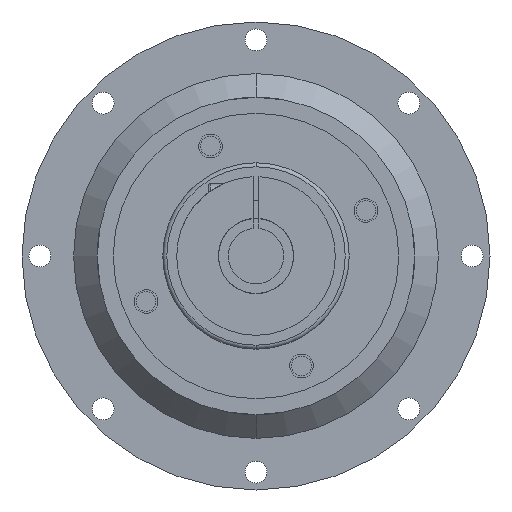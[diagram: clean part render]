
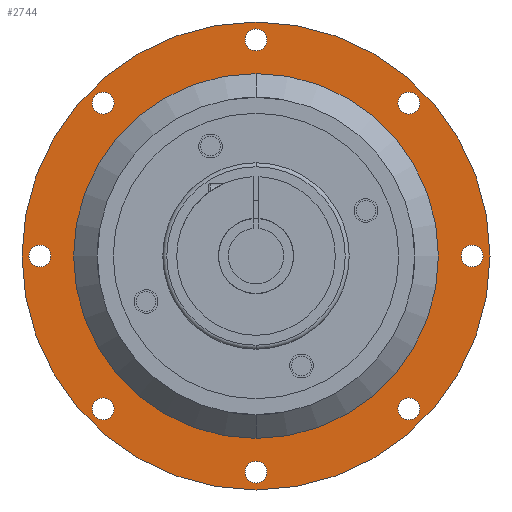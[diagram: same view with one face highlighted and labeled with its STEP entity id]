
A CAD part, left-side view. The second image highlights one B-rep face of the part: STEP entity #2744.
In plain terms, the highlighted planar face has unit normal (-1, 0, 0).
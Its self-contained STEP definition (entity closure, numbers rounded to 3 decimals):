
#314=CARTESIAN_POINT('',(-31.,0.,0.));
#315=DIRECTION('',(-1.,0.,0.));
#316=DIRECTION('',(0.,0.,-1.));
#317=AXIS2_PLACEMENT_3D('',#314,#315,#316);
#319=CARTESIAN_POINT('',(-31.,0.,0.));
#320=DIRECTION('',(-1.,0.,0.));
#321=DIRECTION('',(0.,0.,1.));
#322=AXIS2_PLACEMENT_3D('',#319,#320,#321);
#324=CARTESIAN_POINT('',(-31.,0.,0.));
#325=DIRECTION('',(1.,0.,0.));
#326=DIRECTION('',(0.,0.,-1.));
#327=AXIS2_PLACEMENT_3D('',#324,#325,#326);
#329=CARTESIAN_POINT('',(-31.,0.,0.));
#330=DIRECTION('',(1.,0.,0.));
#331=DIRECTION('',(0.,0.,1.));
#332=AXIS2_PLACEMENT_3D('',#329,#330,#331);
#334=CARTESIAN_POINT('',(-31.,0.,-54.5));
#335=DIRECTION('',(1.,0.,0.));
#336=DIRECTION('',(0.,-1.,0.));
#337=AXIS2_PLACEMENT_3D('',#334,#335,#336);
#339=CARTESIAN_POINT('',(-31.,0.,-54.5));
#340=DIRECTION('',(1.,0.,0.));
#341=DIRECTION('',(0.,1.,0.));
#342=AXIS2_PLACEMENT_3D('',#339,#340,#341);
#344=CARTESIAN_POINT('',(-31.,54.5,0.));
#345=DIRECTION('',(1.,0.,0.));
#346=DIRECTION('',(0.,-1.,0.));
#347=AXIS2_PLACEMENT_3D('',#344,#345,#346);
#349=CARTESIAN_POINT('',(-31.,54.5,0.));
#350=DIRECTION('',(1.,0.,0.));
#351=DIRECTION('',(0.,1.,0.));
#352=AXIS2_PLACEMENT_3D('',#349,#350,#351);
#354=CARTESIAN_POINT('',(-31.,0.,54.5));
#355=DIRECTION('',(1.,0.,0.));
#356=DIRECTION('',(0.,-1.,0.));
#357=AXIS2_PLACEMENT_3D('',#354,#355,#356);
#359=CARTESIAN_POINT('',(-31.,0.,54.5));
#360=DIRECTION('',(1.,0.,0.));
#361=DIRECTION('',(0.,1.,0.));
#362=AXIS2_PLACEMENT_3D('',#359,#360,#361);
#364=CARTESIAN_POINT('',(-31.,-54.5,0.));
#365=DIRECTION('',(1.,0.,0.));
#366=DIRECTION('',(0.,-1.,0.));
#367=AXIS2_PLACEMENT_3D('',#364,#365,#366);
#369=CARTESIAN_POINT('',(-31.,-54.5,0.));
#370=DIRECTION('',(1.,0.,0.));
#371=DIRECTION('',(0.,1.,0.));
#372=AXIS2_PLACEMENT_3D('',#369,#370,#371);
#374=CARTESIAN_POINT('',(-31.,38.537,-38.537));
#375=DIRECTION('',(1.,0.,0.));
#376=DIRECTION('',(0.,-1.,0.));
#377=AXIS2_PLACEMENT_3D('',#374,#375,#376);
#379=CARTESIAN_POINT('',(-31.,38.537,-38.537));
#380=DIRECTION('',(1.,0.,0.));
#381=DIRECTION('',(0.,1.,0.));
#382=AXIS2_PLACEMENT_3D('',#379,#380,#381);
#384=CARTESIAN_POINT('',(-31.,-38.537,-38.537));
#385=DIRECTION('',(1.,0.,0.));
#386=DIRECTION('',(0.,-1.,0.));
#387=AXIS2_PLACEMENT_3D('',#384,#385,#386);
#389=CARTESIAN_POINT('',(-31.,-38.537,-38.537));
#390=DIRECTION('',(1.,0.,0.));
#391=DIRECTION('',(0.,1.,0.));
#392=AXIS2_PLACEMENT_3D('',#389,#390,#391);
#394=CARTESIAN_POINT('',(-31.,-38.537,38.537));
#395=DIRECTION('',(1.,0.,0.));
#396=DIRECTION('',(0.,-1.,0.));
#397=AXIS2_PLACEMENT_3D('',#394,#395,#396);
#399=CARTESIAN_POINT('',(-31.,-38.537,38.537));
#400=DIRECTION('',(1.,0.,0.));
#401=DIRECTION('',(0.,1.,0.));
#402=AXIS2_PLACEMENT_3D('',#399,#400,#401);
#404=CARTESIAN_POINT('',(-31.,38.537,38.537));
#405=DIRECTION('',(1.,0.,0.));
#406=DIRECTION('',(0.,-1.,0.));
#407=AXIS2_PLACEMENT_3D('',#404,#405,#406);
#409=CARTESIAN_POINT('',(-31.,38.537,38.537));
#410=DIRECTION('',(1.,0.,0.));
#411=DIRECTION('',(0.,1.,0.));
#412=AXIS2_PLACEMENT_3D('',#409,#410,#411);
#2120=CARTESIAN_POINT('',(-31.,0.,-59.));
#2121=CARTESIAN_POINT('',(-31.,0.,59.));
#2122=VERTEX_POINT('',#2120);
#2123=VERTEX_POINT('',#2121);
#2124=CARTESIAN_POINT('',(-31.,0.,-46.));
#2125=CARTESIAN_POINT('',(-31.,0.,46.));
#2126=VERTEX_POINT('',#2124);
#2127=VERTEX_POINT('',#2125);
#2160=CARTESIAN_POINT('',(-31.,-2.75,-54.5));
#2161=CARTESIAN_POINT('',(-31.,2.75,-54.5));
#2162=VERTEX_POINT('',#2160);
#2163=VERTEX_POINT('',#2161);
#2164=CARTESIAN_POINT('',(-31.,51.75,0.));
#2165=CARTESIAN_POINT('',(-31.,57.25,0.));
#2166=VERTEX_POINT('',#2164);
#2167=VERTEX_POINT('',#2165);
#2168=CARTESIAN_POINT('',(-31.,-2.75,54.5));
#2169=CARTESIAN_POINT('',(-31.,2.75,54.5));
#2170=VERTEX_POINT('',#2168);
#2171=VERTEX_POINT('',#2169);
#2172=CARTESIAN_POINT('',(-31.,-57.25,0.));
#2173=CARTESIAN_POINT('',(-31.,-51.75,0.));
#2174=VERTEX_POINT('',#2172);
#2175=VERTEX_POINT('',#2173);
#2176=CARTESIAN_POINT('',(-31.,35.787,-38.537));
#2177=CARTESIAN_POINT('',(-31.,41.287,-38.537));
#2178=VERTEX_POINT('',#2176);
#2179=VERTEX_POINT('',#2177);
#2180=CARTESIAN_POINT('',(-31.,-41.287,-38.537));
#2181=CARTESIAN_POINT('',(-31.,-35.787,-38.537));
#2182=VERTEX_POINT('',#2180);
#2183=VERTEX_POINT('',#2181);
#2184=CARTESIAN_POINT('',(-31.,-41.287,38.537));
#2185=CARTESIAN_POINT('',(-31.,-35.787,38.537));
#2186=VERTEX_POINT('',#2184);
#2187=VERTEX_POINT('',#2185);
#2188=CARTESIAN_POINT('',(-31.,35.787,38.537));
#2189=CARTESIAN_POINT('',(-31.,41.287,38.537));
#2190=VERTEX_POINT('',#2188);
#2191=VERTEX_POINT('',#2189);
#2681=CARTESIAN_POINT('',(-31.,0.,0.));
#2682=DIRECTION('',(-1.,0.,0.));
#2683=DIRECTION('',(0.,0.,-1.));
#2684=AXIS2_PLACEMENT_3D('',#2681,#2682,#2683);
#2685=PLANE('',#2684);
#2686=ORIENTED_EDGE('',*,*,#2647,.F.);
#2687=ORIENTED_EDGE('',*,*,#2668,.F.);
#2688=EDGE_LOOP('',(#2686,#2687));
#2689=FACE_OUTER_BOUND('',#2688,.F.);
#2691=ORIENTED_EDGE('',*,*,#2690,.F.);
#2693=ORIENTED_EDGE('',*,*,#2692,.F.);
#2694=EDGE_LOOP('',(#2691,#2693));
#2695=FACE_BOUND('',#2694,.F.);
#2697=ORIENTED_EDGE('',*,*,#2696,.F.);
#2699=ORIENTED_EDGE('',*,*,#2698,.F.);
#2700=EDGE_LOOP('',(#2697,#2699));
#2701=FACE_BOUND('',#2700,.F.);
#2703=ORIENTED_EDGE('',*,*,#2702,.F.);
#2705=ORIENTED_EDGE('',*,*,#2704,.F.);
#2706=EDGE_LOOP('',(#2703,#2705));
#2707=FACE_BOUND('',#2706,.F.);
#2709=ORIENTED_EDGE('',*,*,#2708,.F.);
#2711=ORIENTED_EDGE('',*,*,#2710,.F.);
#2712=EDGE_LOOP('',(#2709,#2711));
#2713=FACE_BOUND('',#2712,.F.);
#2715=ORIENTED_EDGE('',*,*,#2714,.F.);
#2717=ORIENTED_EDGE('',*,*,#2716,.F.);
#2718=EDGE_LOOP('',(#2715,#2717));
#2719=FACE_BOUND('',#2718,.F.);
#2721=ORIENTED_EDGE('',*,*,#2720,.F.);
#2723=ORIENTED_EDGE('',*,*,#2722,.F.);
#2724=EDGE_LOOP('',(#2721,#2723));
#2725=FACE_BOUND('',#2724,.F.);
#2727=ORIENTED_EDGE('',*,*,#2726,.F.);
#2729=ORIENTED_EDGE('',*,*,#2728,.F.);
#2730=EDGE_LOOP('',(#2727,#2729));
#2731=FACE_BOUND('',#2730,.F.);
#2733=ORIENTED_EDGE('',*,*,#2732,.F.);
#2735=ORIENTED_EDGE('',*,*,#2734,.F.);
#2736=EDGE_LOOP('',(#2733,#2735));
#2737=FACE_BOUND('',#2736,.F.);
#2739=ORIENTED_EDGE('',*,*,#2738,.F.);
#2741=ORIENTED_EDGE('',*,*,#2740,.F.);
#2742=EDGE_LOOP('',(#2739,#2741));
#2743=FACE_BOUND('',#2742,.F.);
#318=CIRCLE('',#317,59.);
#323=CIRCLE('',#322,59.);
#328=CIRCLE('',#327,46.);
#333=CIRCLE('',#332,46.);
#338=CIRCLE('',#337,2.75);
#343=CIRCLE('',#342,2.75);
#348=CIRCLE('',#347,2.75);
#353=CIRCLE('',#352,2.75);
#358=CIRCLE('',#357,2.75);
#363=CIRCLE('',#362,2.75);
#368=CIRCLE('',#367,2.75);
#373=CIRCLE('',#372,2.75);
#378=CIRCLE('',#377,2.75);
#383=CIRCLE('',#382,2.75);
#388=CIRCLE('',#387,2.75);
#393=CIRCLE('',#392,2.75);
#398=CIRCLE('',#397,2.75);
#403=CIRCLE('',#402,2.75);
#408=CIRCLE('',#407,2.75);
#413=CIRCLE('',#412,2.75);
#2647=EDGE_CURVE('',#2122,#2123,#318,.T.);
#2668=EDGE_CURVE('',#2123,#2122,#323,.T.);
#2690=EDGE_CURVE('',#2126,#2127,#328,.T.);
#2692=EDGE_CURVE('',#2127,#2126,#333,.T.);
#2696=EDGE_CURVE('',#2162,#2163,#338,.T.);
#2698=EDGE_CURVE('',#2163,#2162,#343,.T.);
#2702=EDGE_CURVE('',#2166,#2167,#348,.T.);
#2704=EDGE_CURVE('',#2167,#2166,#353,.T.);
#2708=EDGE_CURVE('',#2170,#2171,#358,.T.);
#2710=EDGE_CURVE('',#2171,#2170,#363,.T.);
#2714=EDGE_CURVE('',#2174,#2175,#368,.T.);
#2716=EDGE_CURVE('',#2175,#2174,#373,.T.);
#2720=EDGE_CURVE('',#2178,#2179,#378,.T.);
#2722=EDGE_CURVE('',#2179,#2178,#383,.T.);
#2726=EDGE_CURVE('',#2182,#2183,#388,.T.);
#2728=EDGE_CURVE('',#2183,#2182,#393,.T.);
#2732=EDGE_CURVE('',#2186,#2187,#398,.T.);
#2734=EDGE_CURVE('',#2187,#2186,#403,.T.);
#2738=EDGE_CURVE('',#2190,#2191,#408,.T.);
#2740=EDGE_CURVE('',#2191,#2190,#413,.T.);
#2744=ADVANCED_FACE('',(#2689,#2695,#2701,#2707,#2713,#2719,#2725,#2731,#2737,
#2743),#2685,.T.);
